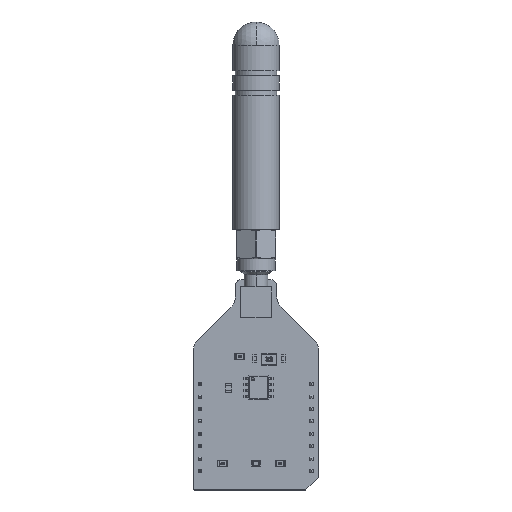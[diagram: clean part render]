
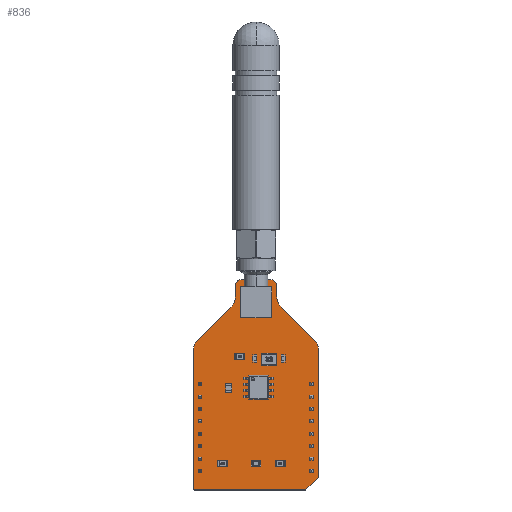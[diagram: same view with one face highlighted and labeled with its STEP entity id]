
A CAD part, top view. The second image highlights one B-rep face of the part: STEP entity #836.
In plain terms, the highlighted planar face has unit normal (0, 0, 1).
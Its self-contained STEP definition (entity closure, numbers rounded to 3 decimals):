
#79 = VERTEX_POINT('',#80);
#80 = CARTESIAN_POINT('',(-1.269,-3.887,0.));
#86 = EDGE_CURVE('',#79,#87,#89,.T.);
#87 = VERTEX_POINT('',#88);
#88 = CARTESIAN_POINT('',(-1.312,-3.874,0.));
#89 = CIRCLE('',#90,0.091);
#90 = AXIS2_PLACEMENT_3D('',#91,#92,#93);
#91 = CARTESIAN_POINT('',(-1.265,-3.797,0.));
#92 = DIRECTION('',(0.,0.,-1.));
#93 = DIRECTION('',(-0.043,-0.999,0.));
#121 = VERTEX_POINT('',#122);
#122 = CARTESIAN_POINT('',(21.59,-3.887,0.));
#128 = EDGE_CURVE('',#121,#79,#129,.T.);
#129 = LINE('',#130,#131);
#130 = CARTESIAN_POINT('',(21.59,-3.887,0.));
#131 = VECTOR('',#132,1.);
#132 = DIRECTION('',(-1.,0.,0.));
#159 = VERTEX_POINT('',#160);
#160 = CARTESIAN_POINT('',(21.644,-3.864,0.));
#166 = EDGE_CURVE('',#159,#121,#167,.T.);
#167 = LINE('',#168,#169);
#168 = CARTESIAN_POINT('',(21.644,-3.864,0.));
#169 = VECTOR('',#170,1.);
#170 = DIRECTION('',(-0.92,-0.392,0.));
#190 = VERTEX_POINT('',#191);
#191 = CARTESIAN_POINT('',(24.184,-1.324,0.));
#197 = EDGE_CURVE('',#190,#159,#198,.T.);
#198 = LINE('',#199,#200);
#199 = CARTESIAN_POINT('',(24.184,-1.324,0.));
#200 = VECTOR('',#201,1.);
#201 = DIRECTION('',(-0.707,-0.707,0.));
#214 = VERTEX_POINT('',#215);
#215 = CARTESIAN_POINT('',(24.207,-1.27,0.));
#221 = EDGE_CURVE('',#214,#190,#222,.T.);
#222 = CIRCLE('',#223,0.072);
#223 = AXIS2_PLACEMENT_3D('',#224,#225,#226);
#224 = CARTESIAN_POINT('',(24.135,-1.271,0.));
#225 = DIRECTION('',(0.,0.,-1.));
#226 = DIRECTION('',(1.,0.016,0.));
#247 = VERTEX_POINT('',#248);
#248 = CARTESIAN_POINT('',(24.207,25.146,0.));
#254 = EDGE_CURVE('',#247,#214,#255,.T.);
#255 = LINE('',#256,#257);
#256 = CARTESIAN_POINT('',(24.207,25.146,0.));
#257 = VECTOR('',#258,1.);
#258 = DIRECTION('',(0.,-1.,0.));
#278 = VERTEX_POINT('',#279);
#279 = CARTESIAN_POINT('',(24.207,25.147,0.));
#285 = EDGE_CURVE('',#278,#247,#286,.T.);
#286 = LINE('',#287,#288);
#287 = CARTESIAN_POINT('',(24.207,25.147,0.));
#288 = VECTOR('',#289,1.);
#289 = DIRECTION('',(0.,-1.,0.));
#309 = VERTEX_POINT('',#310);
#310 = CARTESIAN_POINT('',(23.645,26.501,0.));
#316 = EDGE_CURVE('',#309,#278,#317,.T.);
#317 = CIRCLE('',#318,1.911);
#318 = AXIS2_PLACEMENT_3D('',#319,#320,#321);
#319 = CARTESIAN_POINT('',(22.296,25.147,0.));
#320 = DIRECTION('',(0.,0.,-1.));
#321 = DIRECTION('',(0.706,0.708,0.));
#342 = VERTEX_POINT('',#343);
#343 = CARTESIAN_POINT('',(16.573,33.573,0.));
#349 = EDGE_CURVE('',#342,#309,#350,.T.);
#350 = LINE('',#351,#352);
#351 = CARTESIAN_POINT('',(16.573,33.573,0.));
#352 = VECTOR('',#353,1.);
#353 = DIRECTION('',(0.707,-0.707,0.));
#373 = VERTEX_POINT('',#374);
#374 = CARTESIAN_POINT('',(15.698,35.687,0.));
#380 = EDGE_CURVE('',#373,#342,#381,.T.);
#381 = CIRCLE('',#382,2.987);
#382 = AXIS2_PLACEMENT_3D('',#383,#384,#385);
#383 = CARTESIAN_POINT('',(18.685,35.685,0.));
#384 = DIRECTION('',(0.,0.,1.));
#385 = DIRECTION('',(-1.,0.001,0.));
#406 = VERTEX_POINT('',#407);
#407 = CARTESIAN_POINT('',(15.698,37.871,0.));
#413 = EDGE_CURVE('',#406,#373,#414,.T.);
#414 = LINE('',#415,#416);
#415 = CARTESIAN_POINT('',(15.698,37.871,0.));
#416 = VECTOR('',#417,1.);
#417 = DIRECTION('',(0.,-1.,0.));
#437 = VERTEX_POINT('',#438);
#438 = CARTESIAN_POINT('',(14.269,39.195,0.));
#444 = EDGE_CURVE('',#437,#406,#445,.T.);
#445 = CIRCLE('',#446,1.329);
#446 = AXIS2_PLACEMENT_3D('',#447,#448,#449);
#447 = CARTESIAN_POINT('',(14.369,37.87,0.));
#448 = DIRECTION('',(0.,0.,-1.));
#449 = DIRECTION('',(-0.075,0.997,0.));
#470 = VERTEX_POINT('',#471);
#471 = CARTESIAN_POINT('',(14.255,39.193,0.));
#477 = EDGE_CURVE('',#470,#437,#478,.T.);
#478 = LINE('',#479,#480);
#479 = CARTESIAN_POINT('',(14.255,39.193,0.));
#480 = VECTOR('',#481,1.);
#481 = DIRECTION('',(0.99,0.141,0.));
#501 = VERTEX_POINT('',#502);
#502 = CARTESIAN_POINT('',(8.605,39.193,0.));
#508 = EDGE_CURVE('',#501,#470,#509,.T.);
#509 = LINE('',#510,#511);
#510 = CARTESIAN_POINT('',(8.605,39.193,0.));
#511 = VECTOR('',#512,1.);
#512 = DIRECTION('',(1.,0.,0.));
#532 = VERTEX_POINT('',#533);
#533 = CARTESIAN_POINT('',(8.591,39.195,0.));
#539 = EDGE_CURVE('',#532,#501,#540,.T.);
#540 = LINE('',#541,#542);
#541 = CARTESIAN_POINT('',(8.591,39.195,0.));
#542 = VECTOR('',#543,1.);
#543 = DIRECTION('',(0.99,-0.141,0.));
#563 = VERTEX_POINT('',#564);
#564 = CARTESIAN_POINT('',(7.169,38.004,0.));
#570 = EDGE_CURVE('',#563,#532,#571,.T.);
#571 = CIRCLE('',#572,1.328);
#572 = AXIS2_PLACEMENT_3D('',#573,#574,#575);
#573 = CARTESIAN_POINT('',(8.491,37.87,0.));
#574 = DIRECTION('',(0.,0.,-1.));
#575 = DIRECTION('',(-0.995,0.101,0.));
#596 = VERTEX_POINT('',#597);
#597 = CARTESIAN_POINT('',(7.162,37.973,0.));
#603 = EDGE_CURVE('',#596,#563,#604,.T.);
#604 = CIRCLE('',#605,0.081);
#605 = AXIS2_PLACEMENT_3D('',#606,#607,#608);
#606 = CARTESIAN_POINT('',(7.243,37.971,0.));
#607 = DIRECTION('',(0.,0.,-1.));
#608 = DIRECTION('',(-1.,0.025,0.));
#629 = VERTEX_POINT('',#630);
#630 = CARTESIAN_POINT('',(7.162,35.687,0.));
#636 = EDGE_CURVE('',#629,#596,#637,.T.);
#637 = LINE('',#638,#639);
#638 = CARTESIAN_POINT('',(7.162,35.687,0.));
#639 = VECTOR('',#640,1.);
#640 = DIRECTION('',(0.,1.,0.));
#660 = VERTEX_POINT('',#661);
#661 = CARTESIAN_POINT('',(6.287,33.573,0.));
#667 = EDGE_CURVE('',#660,#629,#668,.T.);
#668 = CIRCLE('',#669,2.987);
#669 = AXIS2_PLACEMENT_3D('',#670,#671,#672);
#670 = CARTESIAN_POINT('',(4.175,35.685,0.));
#671 = DIRECTION('',(0.,0.,1.));
#672 = DIRECTION('',(0.707,-0.707,0.));
#693 = VERTEX_POINT('',#694);
#694 = CARTESIAN_POINT('',(-0.785,26.501,0.));
#700 = EDGE_CURVE('',#693,#660,#701,.T.);
#701 = LINE('',#702,#703);
#702 = CARTESIAN_POINT('',(-0.785,26.501,0.));
#703 = VECTOR('',#704,1.);
#704 = DIRECTION('',(0.707,0.707,0.));
#724 = VERTEX_POINT('',#725);
#725 = CARTESIAN_POINT('',(-1.347,25.146,0.));
#731 = EDGE_CURVE('',#724,#693,#732,.T.);
#732 = CIRCLE('',#733,1.916);
#733 = AXIS2_PLACEMENT_3D('',#734,#735,#736);
#734 = CARTESIAN_POINT('',(0.569,25.145,0.));
#735 = DIRECTION('',(0.,0.,-1.));
#736 = DIRECTION('',(-1.,0.,0.));
#757 = VERTEX_POINT('',#758);
#758 = CARTESIAN_POINT('',(-1.347,-3.808,0.));
#764 = EDGE_CURVE('',#757,#724,#765,.T.);
#765 = LINE('',#766,#767);
#766 = CARTESIAN_POINT('',(-1.347,-3.808,0.));
#767 = VECTOR('',#768,1.);
#768 = DIRECTION('',(0.,1.,0.));
#786 = EDGE_CURVE('',#87,#757,#787,.T.);
#787 = CIRCLE('',#788,0.079);
#788 = AXIS2_PLACEMENT_3D('',#789,#790,#791);
#789 = CARTESIAN_POINT('',(-1.268,-3.808,0.));
#790 = DIRECTION('',(0.,0.,-1.));
#791 = DIRECTION('',(-0.557,-0.83,0.));
#836 = ADVANCED_FACE('',(#837),#862,.T.);
#837 = FACE_BOUND('',#838,.T.);
#838 = EDGE_LOOP('',(#839,#840,#841,#842,#843,#844,#845,#846,#847,#848,
    #849,#850,#851,#852,#853,#854,#855,#856,#857,#858,#859,#860,#861));
#839 = ORIENTED_EDGE('',*,*,#86,.F.);
#840 = ORIENTED_EDGE('',*,*,#128,.F.);
#841 = ORIENTED_EDGE('',*,*,#166,.F.);
#842 = ORIENTED_EDGE('',*,*,#197,.F.);
#843 = ORIENTED_EDGE('',*,*,#221,.F.);
#844 = ORIENTED_EDGE('',*,*,#254,.F.);
#845 = ORIENTED_EDGE('',*,*,#285,.F.);
#846 = ORIENTED_EDGE('',*,*,#316,.F.);
#847 = ORIENTED_EDGE('',*,*,#349,.F.);
#848 = ORIENTED_EDGE('',*,*,#380,.F.);
#849 = ORIENTED_EDGE('',*,*,#413,.F.);
#850 = ORIENTED_EDGE('',*,*,#444,.F.);
#851 = ORIENTED_EDGE('',*,*,#477,.F.);
#852 = ORIENTED_EDGE('',*,*,#508,.F.);
#853 = ORIENTED_EDGE('',*,*,#539,.F.);
#854 = ORIENTED_EDGE('',*,*,#570,.F.);
#855 = ORIENTED_EDGE('',*,*,#603,.F.);
#856 = ORIENTED_EDGE('',*,*,#636,.F.);
#857 = ORIENTED_EDGE('',*,*,#667,.F.);
#858 = ORIENTED_EDGE('',*,*,#700,.F.);
#859 = ORIENTED_EDGE('',*,*,#731,.F.);
#860 = ORIENTED_EDGE('',*,*,#764,.F.);
#861 = ORIENTED_EDGE('',*,*,#786,.F.);
#862 = PLANE('',#863);
#863 = AXIS2_PLACEMENT_3D('',#864,#865,#866);
#864 = CARTESIAN_POINT('',(-1.312,-3.874,0.));
#865 = DIRECTION('',(0.,0.,1.));
#866 = DIRECTION('',(1.,0.,0.));
